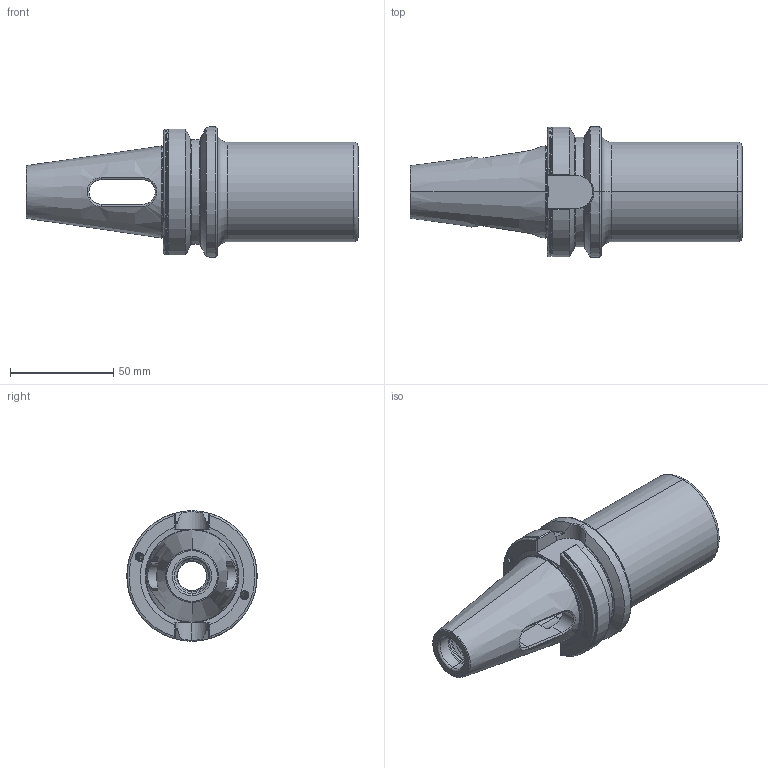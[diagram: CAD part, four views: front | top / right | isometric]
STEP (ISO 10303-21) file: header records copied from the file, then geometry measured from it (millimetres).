
FILE_DESCRIPTION (( 'STEP AP203' ), '1' );
FILE_NAME ('DC.406.07.04.STEP', '2017-10-18T08:11:03', ( '' ), ( '' ), 'SwSTEP 2.0', 'SolidWorks 2012', '' );
FILE_SCHEMA (( 'CONFIG_CONTROL_DESIGN' ));
Length unit declared in the file: millimetre
Products named in the file (1): DC.406.07.04
Bounding box: 160.4 x 63 x 63 mm (x, y, z)
Volume: 168898.9 mm3; surface area: 42052.1 mm2
Topology: 1 solids, 1 shells, 212 faces, 577 edges, 365 vertices
Faces by surface type: cylinder 87, torus 37, plane 37, cone 31, bspline 20
Entity records: 15209 total; most frequent: CARTESIAN_POINT 10318, ORIENTED_EDGE 1154, DIRECTION 861, EDGE_CURVE 577, VERTEX_POINT 365, AXIS2_PLACEMENT_3D 350, EDGE_LOOP 220, FACE_OUTER_BOUND 212
